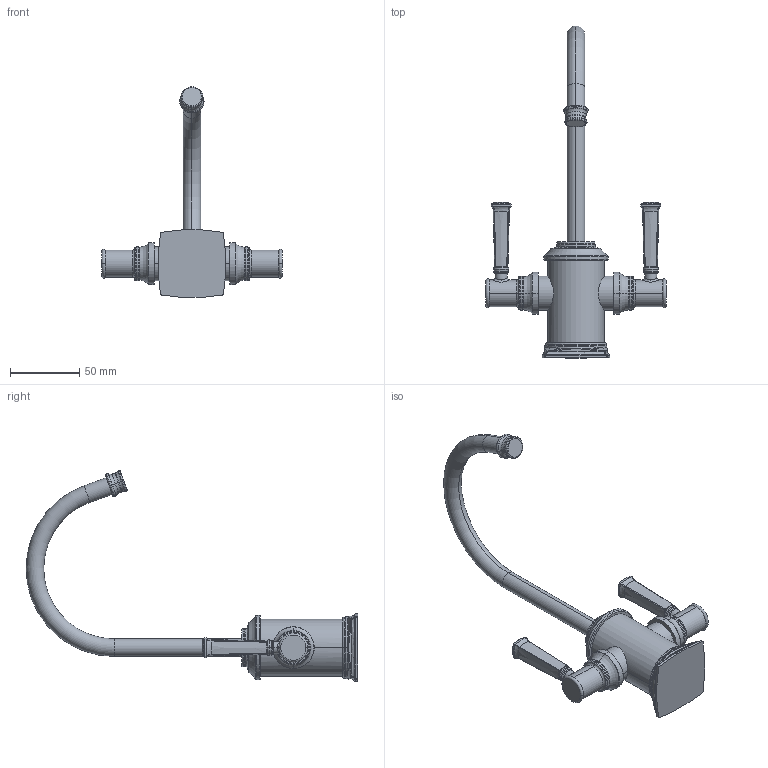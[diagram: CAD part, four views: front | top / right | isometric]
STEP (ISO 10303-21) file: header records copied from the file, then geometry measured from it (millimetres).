
FILE_DESCRIPTION((''),'2;1');
FILE_NAME('3160-5603','2021-04-21T16:42:17',('jinson.thomas'),(''),'CREO PARAMETRIC BY PTC INC, 2018400','CREO PARAMETRIC BY PTC INC, 2018400','');
FILE_SCHEMA(('CONFIG_CONTROL_DESIGN'));
Length unit declared in the file: inch
Products named in the file (1): 3160-5603
Bounding box: 130.18 x 239.4 x 152.02 mm (x, y, z)
Volume: 198865.5 mm3; surface area: 39514.1 mm2
Topology: 1 solids, 1 shells, 394 faces, 821 edges, 441 vertices
Faces by surface type: torus 162, bspline 120, cylinder 56, sphere 32, plane 16, cone 8
Entity records: 14946 total; most frequent: CARTESIAN_POINT 7149, DIRECTION 1678, ORIENTED_EDGE 1642, EDGE_CURVE 821, AXIS2_PLACEMENT_3D 812, CIRCLE 538, VERTEX_POINT 441, EDGE_LOOP 406
